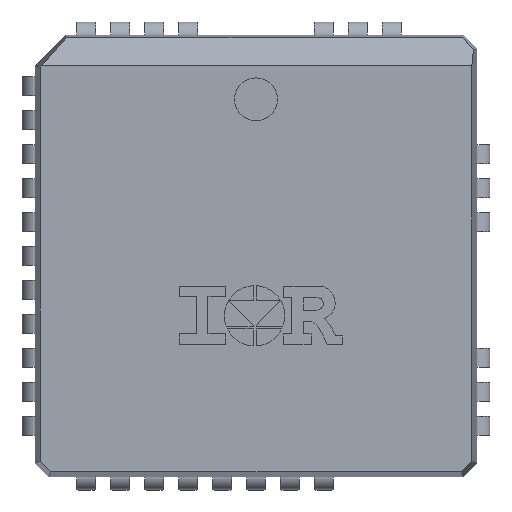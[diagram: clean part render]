
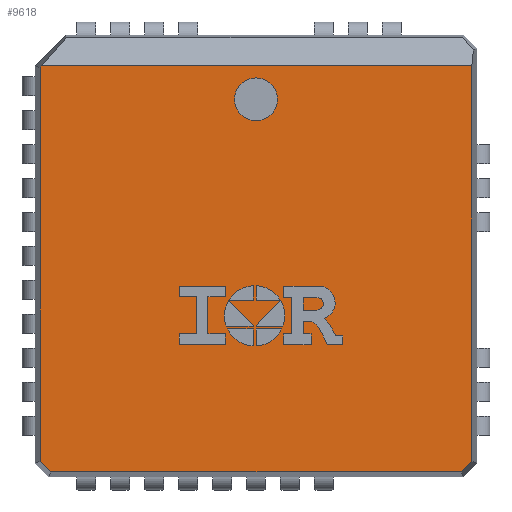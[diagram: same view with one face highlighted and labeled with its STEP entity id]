
A CAD part, top view. The second image highlights one B-rep face of the part: STEP entity #9618.
In plain terms, the highlighted planar face has unit normal (0, 0, 1).
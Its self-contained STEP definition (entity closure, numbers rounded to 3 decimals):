
#18=FACE_BOUND('',#1667,.T.);
#635=CIRCLE('',#10589,0.8);
#1120=FACE_OUTER_BOUND('',#1666,.T.);
#1666=EDGE_LOOP('',(#8308,#8309,#8310,#8311,#8312,#8313,#8314));
#1667=EDGE_LOOP('',(#8315));
#2533=LINE('',#15994,#3497);
#2534=LINE('',#15996,#3498);
#2535=LINE('',#15998,#3499);
#2536=LINE('',#16000,#3500);
#2537=LINE('',#16002,#3501);
#2538=LINE('',#16004,#3502);
#2539=LINE('',#16005,#3503);
#3497=VECTOR('',#13164,1.);
#3498=VECTOR('',#13165,1.);
#3499=VECTOR('',#13166,1.);
#3500=VECTOR('',#13167,1.);
#3501=VECTOR('',#13168,1.);
#3502=VECTOR('',#13169,1.);
#3503=VECTOR('',#13170,1.);
#4462=VERTEX_POINT('',#15988);
#4463=VERTEX_POINT('',#15992);
#4464=VERTEX_POINT('',#15993);
#4465=VERTEX_POINT('',#15995);
#4466=VERTEX_POINT('',#15997);
#4467=VERTEX_POINT('',#15999);
#4468=VERTEX_POINT('',#16001);
#4469=VERTEX_POINT('',#16003);
#5770=EDGE_CURVE('',#4462,#4462,#635,.T.);
#5771=EDGE_CURVE('',#4463,#4464,#2533,.T.);
#5772=EDGE_CURVE('',#4465,#4464,#2534,.T.);
#5773=EDGE_CURVE('',#4466,#4465,#2535,.T.);
#5774=EDGE_CURVE('',#4467,#4466,#2536,.T.);
#5775=EDGE_CURVE('',#4468,#4467,#2537,.T.);
#5776=EDGE_CURVE('',#4469,#4468,#2538,.T.);
#5777=EDGE_CURVE('',#4463,#4469,#2539,.T.);
#8308=ORIENTED_EDGE('',*,*,#5771,.T.);
#8309=ORIENTED_EDGE('',*,*,#5772,.F.);
#8310=ORIENTED_EDGE('',*,*,#5773,.F.);
#8311=ORIENTED_EDGE('',*,*,#5774,.F.);
#8312=ORIENTED_EDGE('',*,*,#5775,.F.);
#8313=ORIENTED_EDGE('',*,*,#5776,.F.);
#8314=ORIENTED_EDGE('',*,*,#5777,.F.);
#8315=ORIENTED_EDGE('',*,*,#5770,.T.);
#9090=PLANE('',#10591);
#9618=ADVANCED_FACE('',(#1120,#18),#9090,.T.);
#10589=AXIS2_PLACEMENT_3D('',#15989,#13158,#13159);
#10591=AXIS2_PLACEMENT_3D('',#15991,#13162,#13163);
#13158=DIRECTION('center_axis',(0.,0.,-1.));
#13159=DIRECTION('ref_axis',(-1.,0.,0.));
#13162=DIRECTION('center_axis',(0.,0.,1.));
#13163=DIRECTION('ref_axis',(0.,-1.,0.));
#13164=DIRECTION('',(-1.,0.,0.));
#13165=DIRECTION('',(0.707,0.707,0.));
#13166=DIRECTION('',(0.,1.,0.));
#13167=DIRECTION('',(-0.707,0.707,0.));
#13168=DIRECTION('',(-1.,0.,0.));
#13169=DIRECTION('',(-0.707,-0.707,0.));
#13170=DIRECTION('',(0.,-1.,0.));
#15988=CARTESIAN_POINT('',(0.8,5.855,4.57));
#15989=CARTESIAN_POINT('Origin',(0.,5.855,
4.57));
#15991=CARTESIAN_POINT('Origin',(0.051,-0.051,
4.57));
#15992=CARTESIAN_POINT('',(8.073,7.106,4.57));
#15993=CARTESIAN_POINT('',(-8.007,7.106,4.57));
#15994=CARTESIAN_POINT('',(6.448,7.106,4.57));
#15995=CARTESIAN_POINT('',(-8.073,7.04,4.57));
#15996=CARTESIAN_POINT('',(-6.986,8.126,4.57));
#15997=CARTESIAN_POINT('',(-8.073,-7.68,4.57));
#15998=CARTESIAN_POINT('',(-8.073,7.115,4.57));
#15999=CARTESIAN_POINT('',(-7.68,-8.073,4.57));
#16000=CARTESIAN_POINT('',(-8.126,-7.626,4.57));
#16001=CARTESIAN_POINT('',(7.68,-8.073,4.57));
#16002=CARTESIAN_POINT('',(-7.755,-8.073,4.57));
#16003=CARTESIAN_POINT('',(8.073,-7.68,4.57));
#16004=CARTESIAN_POINT('',(7.626,-8.126,4.57));
#16005=CARTESIAN_POINT('',(8.073,-7.755,4.57));
